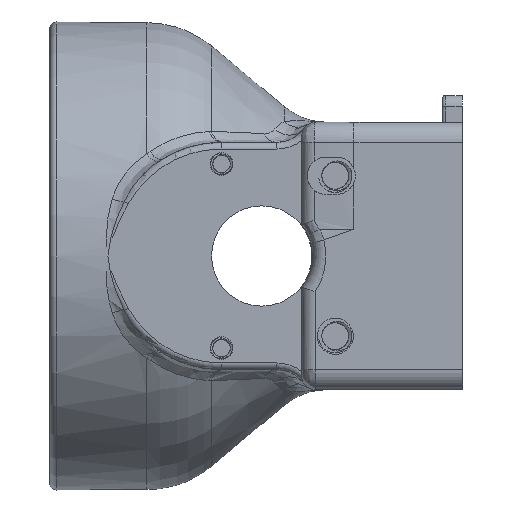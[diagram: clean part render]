
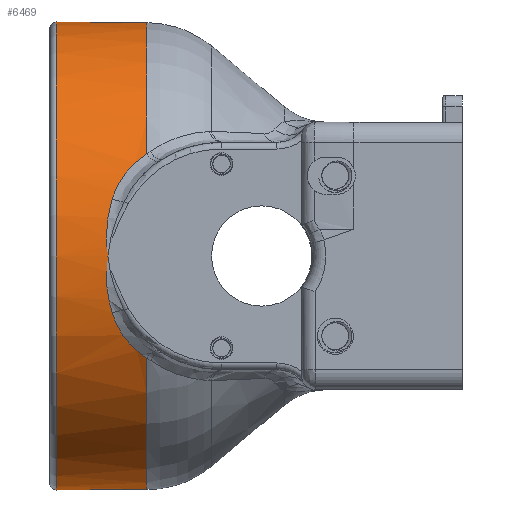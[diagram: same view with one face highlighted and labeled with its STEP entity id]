
A CAD part, left-side view. The second image highlights one B-rep face of the part: STEP entity #6469.
In plain terms, the highlighted cylindrical face has radius 44.45 mm (diameter 88.9 mm), a full revolution.
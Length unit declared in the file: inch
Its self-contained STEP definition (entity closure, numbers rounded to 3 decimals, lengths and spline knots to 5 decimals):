
#401=FACE_OUTER_BOUND('',#775,.T.);
#775=EDGE_LOOP('',(#5071,#5072,#5073,#5074,#5075,#5076,#5077,#5078,#5079));
#1035=CIRCLE('',#6928,1.75);
#1037=CIRCLE('',#6931,1.75);
#1038=CIRCLE('',#6932,1.75);
#1514=B_SPLINE_CURVE_WITH_KNOTS('',3,(#16991,#16992,#16993,#16994),
 .UNSPECIFIED.,.F.,.F.,(4,4),(-1.18671,0.),.UNSPECIFIED.);
#1515=B_SPLINE_CURVE_WITH_KNOTS('',3,(#17031,#17032,#17033,#17034,#17035,
#17036,#17037,#17038),.UNSPECIFIED.,.F.,.F.,(4,1,1,2,4),(-1.18014,
-0.94411,-0.70808,0.,0.00521),
 .UNSPECIFIED.);
#1518=B_SPLINE_CURVE_WITH_KNOTS('',3,(#17080,#17081,#17082,#17083,#17084),
 .UNSPECIFIED.,.F.,.F.,(4,1,4),(-3.22874,-2.52933,-2.00477),
 .UNSPECIFIED.);
#1533=B_SPLINE_CURVE_WITH_KNOTS('',3,(#17369,#17370,#17371,#17372,#17373),
 .UNSPECIFIED.,.F.,.F.,(4,1,4),(-1.22397,-0.52456,0.),
 .UNSPECIFIED.);
#1826=LINE('',#17637,#2161);
#2161=VECTOR('',#7995,1.75);
#2767=VERTEX_POINT('',#16985);
#2768=VERTEX_POINT('',#16990);
#2770=VERTEX_POINT('',#17029);
#2771=VERTEX_POINT('',#17072);
#2784=VERTEX_POINT('',#17367);
#2793=VERTEX_POINT('',#17634);
#2794=VERTEX_POINT('',#17635);
#3618=EDGE_CURVE('',#2767,#2768,#1514,.T.);
#3621=EDGE_CURVE('',#2770,#2767,#1515,.T.);
#3625=EDGE_CURVE('',#2768,#2771,#1518,.T.);
#3646=EDGE_CURVE('',#2784,#2770,#1533,.T.);
#3667=EDGE_CURVE('',#2771,#2784,#1035,.T.);
#3670=EDGE_CURVE('',#2793,#2794,#1037,.T.);
#3671=EDGE_CURVE('',#2793,#2767,#1826,.T.);
#3672=EDGE_CURVE('',#2794,#2793,#1038,.T.);
#5071=ORIENTED_EDGE('',*,*,#3670,.F.);
#5072=ORIENTED_EDGE('',*,*,#3671,.T.);
#5073=ORIENTED_EDGE('',*,*,#3621,.F.);
#5074=ORIENTED_EDGE('',*,*,#3646,.F.);
#5075=ORIENTED_EDGE('',*,*,#3667,.F.);
#5076=ORIENTED_EDGE('',*,*,#3625,.F.);
#5077=ORIENTED_EDGE('',*,*,#3618,.F.);
#5078=ORIENTED_EDGE('',*,*,#3671,.F.);
#5079=ORIENTED_EDGE('',*,*,#3672,.F.);
#6179=CYLINDRICAL_SURFACE('',#6930,1.75);
#6469=ADVANCED_FACE('',(#401),#6179,.T.);
#6928=AXIS2_PLACEMENT_3D('',#17625,#7987,#7988);
#6930=AXIS2_PLACEMENT_3D('',#17633,#7991,#7992);
#6931=AXIS2_PLACEMENT_3D('',#17636,#7993,#7994);
#6932=AXIS2_PLACEMENT_3D('',#17638,#7996,#7997);
#7987=DIRECTION('center_axis',(0.,-1.,0.));
#7988=DIRECTION('ref_axis',(1.,0.,0.));
#7991=DIRECTION('center_axis',(0.,1.,0.));
#7992=DIRECTION('ref_axis',(1.,0.,0.));
#7993=DIRECTION('center_axis',(0.,1.,0.));
#7994=DIRECTION('ref_axis',(-1.,0.,0.));
#7995=DIRECTION('',(0.,-1.,0.));
#7996=DIRECTION('center_axis',(0.,1.,0.));
#7997=DIRECTION('ref_axis',(-1.,0.,0.));
#16985=CARTESIAN_POINT('',(-1.75,2.65,0.));
#16990=CARTESIAN_POINT('',(-1.6982,2.61931,-0.42261));
#16991=CARTESIAN_POINT('Ctrl Pts',(-1.75,2.65,0.));
#16992=CARTESIAN_POINT('Ctrl Pts',(-1.75021,2.67462,-0.14198));
#16993=CARTESIAN_POINT('Ctrl Pts',(-1.73195,2.65881,-0.28792));
#16994=CARTESIAN_POINT('Ctrl Pts',(-1.6982,2.61931,-0.42261));
#17029=CARTESIAN_POINT('',(-1.6982,2.61931,0.42261));
#17031=CARTESIAN_POINT('Ctrl Pts',(-1.6982,2.61931,0.42261));
#17032=CARTESIAN_POINT('Ctrl Pts',(-1.70488,2.62702,0.3958));
#17033=CARTESIAN_POINT('Ctrl Pts',(-1.71707,2.64091,0.34121));
#17034=CARTESIAN_POINT('Ctrl Pts',(-1.74133,2.66511,0.20219));
#17035=CARTESIAN_POINT('Ctrl Pts',(-1.74993,2.66462,0.08656));
#17036=CARTESIAN_POINT('Ctrl Pts',(-1.75,2.65021,0.00124));
#17037=CARTESIAN_POINT('Ctrl Pts',(-1.75,2.65011,0.00062));
#17038=CARTESIAN_POINT('Ctrl Pts',(-1.75,2.65,0.));
#17072=CARTESIAN_POINT('',(-1.57455,2.35855,-0.76374));
#17080=CARTESIAN_POINT('Ctrl Pts',(-1.6982,2.61931,-0.42261));
#17081=CARTESIAN_POINT('Ctrl Pts',(-1.67843,2.59644,-0.50206));
#17082=CARTESIAN_POINT('Ctrl Pts',(-1.63532,2.52702,-0.63179));
#17083=CARTESIAN_POINT('Ctrl Pts',(-1.59143,2.41309,-0.72893));
#17084=CARTESIAN_POINT('Ctrl Pts',(-1.57455,2.35855,-0.76374));
#17367=CARTESIAN_POINT('',(-1.57455,2.35855,0.76374));
#17369=CARTESIAN_POINT('Ctrl Pts',(-1.57455,2.35855,0.76374));
#17370=CARTESIAN_POINT('Ctrl Pts',(-1.59706,2.43128,0.71732));
#17371=CARTESIAN_POINT('Ctrl Pts',(-1.64243,2.54038,0.61452));
#17372=CARTESIAN_POINT('Ctrl Pts',(-1.68338,2.60215,0.4822));
#17373=CARTESIAN_POINT('Ctrl Pts',(-1.6982,2.61931,0.42261));
#17625=CARTESIAN_POINT('Origin',(0.,2.35855,
0.));
#17633=CARTESIAN_POINT('Origin',(0.,2.08557,
0.));
#17634=CARTESIAN_POINT('',(-1.75,3.03557,0.));
#17635=CARTESIAN_POINT('',(0.,3.03557,-1.75));
#17636=CARTESIAN_POINT('Origin',(0.,3.03557,
0.));
#17637=CARTESIAN_POINT('',(-1.75,2.08557,0.));
#17638=CARTESIAN_POINT('Origin',(0.,3.03557,
0.));
